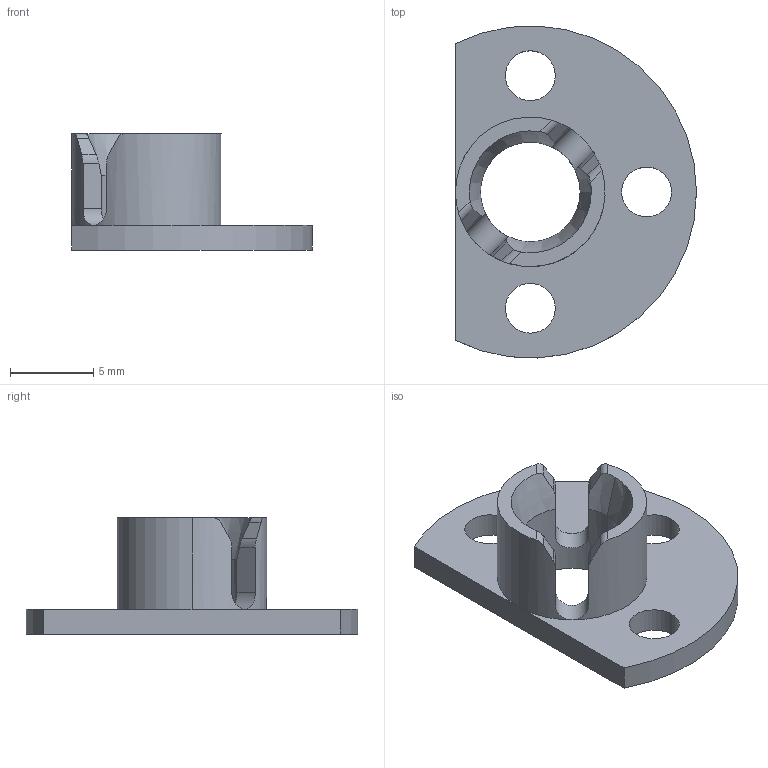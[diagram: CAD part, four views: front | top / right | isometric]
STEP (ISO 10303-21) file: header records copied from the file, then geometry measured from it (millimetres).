
FILE_DESCRIPTION (( 'STEP AP214' ), '1' );
FILE_NAME ('Coupleur.STEP', '2022-12-04T22:04:40', ( '' ), ( '' ), 'SwSTEP 2.0', 'SolidWorks 2020', '' );
FILE_SCHEMA (( 'AUTOMOTIVE_DESIGN' ));
Length unit declared in the file: millimetre
Products named in the file (1): Coupleur
Bounding box: 14.5 x 19.98 x 7 mm (x, y, z)
Volume: 437.7 mm3; surface area: 779.6 mm2
Topology: 1 solids, 1 shells, 38 faces, 106 edges, 69 vertices
Faces by surface type: cylinder 22, plane 13, cone 3
Entity records: 1363 total; most frequent: CARTESIAN_POINT 384, ORIENTED_EDGE 212, DIRECTION 179, EDGE_CURVE 106, VERTEX_POINT 69, AXIS2_PLACEMENT_3D 68, EDGE_LOOP 45, VECTOR 43
